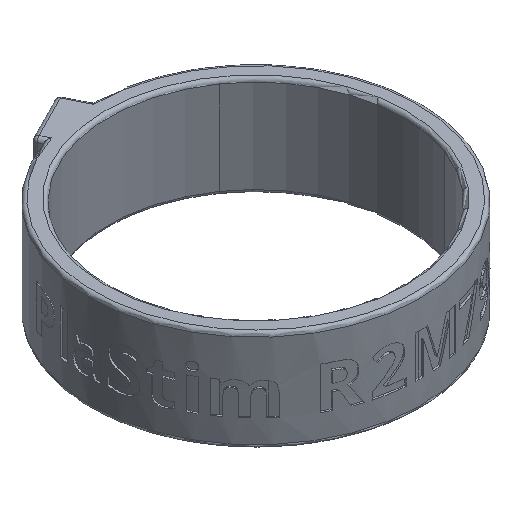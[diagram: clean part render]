
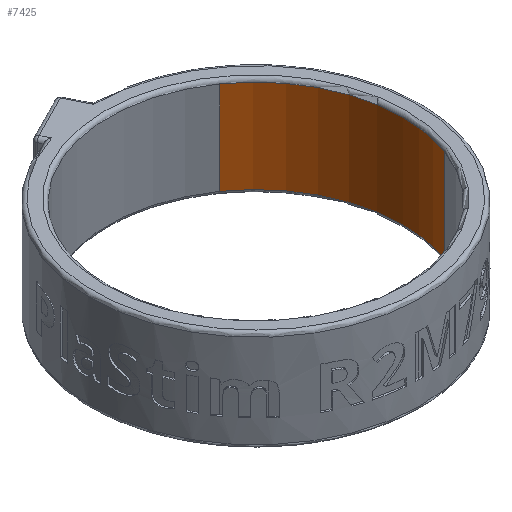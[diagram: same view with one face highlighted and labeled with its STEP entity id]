
A CAD part, isometric view. The second image highlights one B-rep face of the part: STEP entity #7425.
In plain terms, the highlighted cylindrical face has radius 39.5 mm (diameter 79 mm), a partial arc.
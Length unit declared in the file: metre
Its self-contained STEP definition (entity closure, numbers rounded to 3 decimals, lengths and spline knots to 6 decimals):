
#454=LINE('',#11291,#980);
#455=LINE('',#11293,#981);
#980=VECTOR('',#8752,1.);
#981=VECTOR('',#8755,1.);
#2288=ORIENTED_EDGE('',*,*,#4630,.T.);
#2289=ORIENTED_EDGE('',*,*,#4631,.T.);
#2290=ORIENTED_EDGE('',*,*,#4632,.F.);
#2291=ORIENTED_EDGE('',*,*,#4633,.T.);
#4630=EDGE_CURVE('',#5787,#5774,#454,.T.);
#4631=EDGE_CURVE('',#5774,#5776,#6298,.F.);
#4632=EDGE_CURVE('',#5788,#5776,#455,.T.);
#4633=EDGE_CURVE('',#5788,#5787,#6299,.T.);
#5774=VERTEX_POINT('',#11226);
#5776=VERTEX_POINT('',#11230);
#5787=VERTEX_POINT('',#11253);
#5788=VERTEX_POINT('',#11255);
#6298=CIRCLE('',#8009,0.0395);
#6299=CIRCLE('',#8010,0.0395);
#6429=EDGE_LOOP('',(#2288,#2289,#2290,#2291));
#6906=FACE_BOUND('',#6429,.T.);
#7351=CYLINDRICAL_SURFACE('',#8008,0.0395);
#7425=ADVANCED_FACE('',(#6906),#7351,.F.);
#8008=AXIS2_PLACEMENT_3D('',#11290,#8750,#8751);
#8009=AXIS2_PLACEMENT_3D('',#11292,#8753,#8754);
#8010=AXIS2_PLACEMENT_3D('',#11294,#8756,#8757);
#8750=DIRECTION('',(0.,0.,1.));
#8751=DIRECTION('',(1.,0.,0.));
#8752=DIRECTION('',(0.,0.,-1.));
#8753=DIRECTION('',(0.,0.,1.));
#8754=DIRECTION('',(1.,0.,0.));
#8755=DIRECTION('',(0.,0.,-1.));
#8756=DIRECTION('',(0.,0.,1.));
#8757=DIRECTION('',(1.,0.,0.));
#11226=CARTESIAN_POINT('',(0.022656,0.032357,-0.0125));
#11230=CARTESIAN_POINT('',(0.037118,-0.01351,-0.0125));
#11253=CARTESIAN_POINT('',(0.022656,0.032357,0.0125));
#11255=CARTESIAN_POINT('',(0.037118,-0.01351,0.0125));
#11290=CARTESIAN_POINT('',(0.,0.,-0.0125));
#11291=CARTESIAN_POINT('',(0.022656,0.032357,0.0125));
#11292=CARTESIAN_POINT('',(0.,0.,-0.0125));
#11293=CARTESIAN_POINT('',(0.037118,-0.01351,0.0125));
#11294=CARTESIAN_POINT('',(0.,0.,0.0125));
